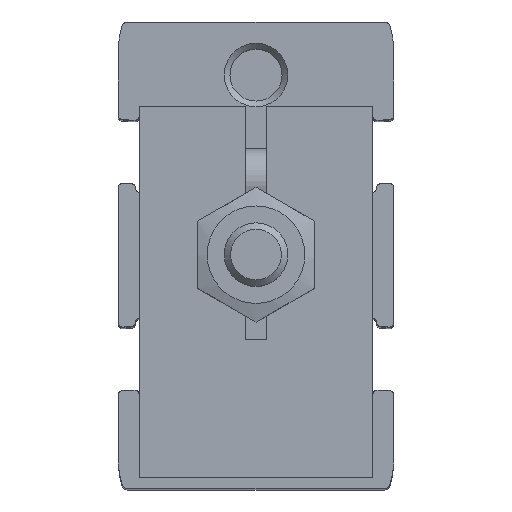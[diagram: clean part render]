
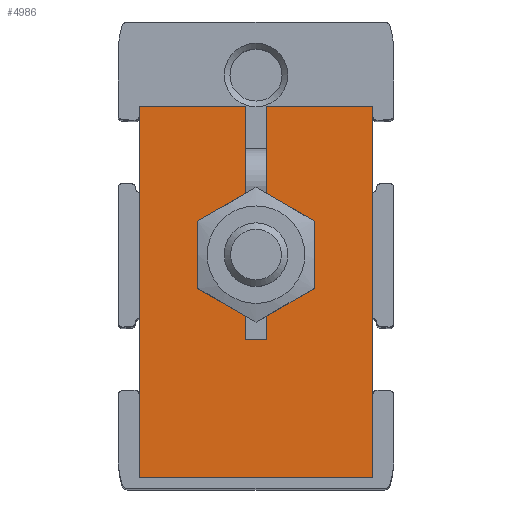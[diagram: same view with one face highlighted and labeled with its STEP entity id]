
A CAD part, top view. The second image highlights one B-rep face of the part: STEP entity #4986.
In plain terms, the highlighted planar face has unit normal (0, 0, 1).
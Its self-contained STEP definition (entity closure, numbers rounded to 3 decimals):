
#201=PLANE('',#5428);
#389=LINE('',#7884,#613);
#391=LINE('',#7889,#615);
#394=LINE('',#7897,#618);
#397=LINE('',#7903,#621);
#400=LINE('',#7911,#624);
#407=LINE('',#7930,#631);
#408=LINE('',#7932,#632);
#409=LINE('',#7936,#633);
#410=LINE('',#7938,#634);
#411=LINE('',#7940,#635);
#613=VECTOR('',#6406,1000.);
#615=VECTOR('',#6410,1000.);
#618=VECTOR('',#6417,1000.);
#621=VECTOR('',#6422,1000.);
#624=VECTOR('',#6429,1000.);
#631=VECTOR('',#6446,1000.);
#632=VECTOR('',#6447,1000.);
#633=VECTOR('',#6450,1000.);
#634=VECTOR('',#6451,1000.);
#635=VECTOR('',#6452,1000.);
#824=CIRCLE('',#5429,1.5);
#825=CIRCLE('',#5430,1.5);
#1721=ORIENTED_EDGE('',*,*,#2331,.F.);
#1722=ORIENTED_EDGE('',*,*,#2308,.T.);
#1723=ORIENTED_EDGE('',*,*,#2314,.T.);
#1724=ORIENTED_EDGE('',*,*,#2317,.T.);
#1725=ORIENTED_EDGE('',*,*,#2321,.T.);
#1726=ORIENTED_EDGE('',*,*,#2310,.T.);
#1727=ORIENTED_EDGE('',*,*,#2332,.F.);
#1728=ORIENTED_EDGE('',*,*,#2333,.F.);
#1729=ORIENTED_EDGE('',*,*,#2334,.F.);
#1730=ORIENTED_EDGE('',*,*,#2335,.F.);
#1731=ORIENTED_EDGE('',*,*,#2336,.F.);
#1732=ORIENTED_EDGE('',*,*,#2337,.F.);
#2308=EDGE_CURVE('',#2713,#2715,#389,.T.);
#2310=EDGE_CURVE('',#2718,#2717,#391,.T.);
#2314=EDGE_CURVE('',#2715,#2721,#394,.T.);
#2317=EDGE_CURVE('',#2721,#2723,#397,.T.);
#2321=EDGE_CURVE('',#2723,#2718,#400,.T.);
#2331=EDGE_CURVE('',#2713,#2733,#407,.T.);
#2332=EDGE_CURVE('',#2734,#2717,#408,.T.);
#2333=EDGE_CURVE('',#2735,#2734,#824,.T.);
#2334=EDGE_CURVE('',#2736,#2735,#409,.T.);
#2335=EDGE_CURVE('',#2737,#2736,#410,.T.);
#2336=EDGE_CURVE('',#2738,#2737,#411,.T.);
#2337=EDGE_CURVE('',#2733,#2738,#825,.T.);
#2713=VERTEX_POINT('',#7879);
#2715=VERTEX_POINT('',#7883);
#2717=VERTEX_POINT('',#7888);
#2718=VERTEX_POINT('',#7890);
#2721=VERTEX_POINT('',#7898);
#2723=VERTEX_POINT('',#7904);
#2733=VERTEX_POINT('',#7931);
#2734=VERTEX_POINT('',#7933);
#2735=VERTEX_POINT('',#7935);
#2736=VERTEX_POINT('',#7937);
#2737=VERTEX_POINT('',#7939);
#2738=VERTEX_POINT('',#7941);
#3143=EDGE_LOOP('',(#1721,#1722,#1723,#1724,#1725,#1726,#1727,#1728,#1729,
#1730,#1731,#1732));
#3482=FACE_BOUND('',#3143,.T.);
#4986=ADVANCED_FACE('',(#3482),#201,.T.);
#5428=AXIS2_PLACEMENT_3D('',#7929,#6444,#6445);
#5429=AXIS2_PLACEMENT_3D('',#7934,#6448,#6449);
#5430=AXIS2_PLACEMENT_3D('',#7942,#6453,#6454);
#6406=DIRECTION('',(-1.,0.,0.));
#6410=DIRECTION('',(-1.,0.,0.));
#6417=DIRECTION('',(0.,-1.,0.));
#6422=DIRECTION('',(1.,0.,0.));
#6429=DIRECTION('',(0.,1.,0.));
#6444=DIRECTION('',(0.,0.,1.));
#6445=DIRECTION('',(1.,0.,0.));
#6446=DIRECTION('',(0.,-1.,0.));
#6447=DIRECTION('',(0.,1.,0.));
#6448=DIRECTION('',(0.,0.,1.));
#6449=DIRECTION('',(1.,0.,0.));
#6450=DIRECTION('',(0.,1.,0.));
#6451=DIRECTION('',(1.,0.,0.));
#6452=DIRECTION('',(0.,-1.,0.));
#6453=DIRECTION('',(0.,0.,1.));
#6454=DIRECTION('',(1.,0.,0.));
#7879=CARTESIAN_POINT('',(-0.5,17.5,0.));
#7883=CARTESIAN_POINT('',(-5.5,17.5,0.));
#7884=CARTESIAN_POINT('',(5.5,17.5,0.));
#7888=CARTESIAN_POINT('',(0.5,17.5,0.));
#7889=CARTESIAN_POINT('',(5.5,17.5,0.));
#7890=CARTESIAN_POINT('',(5.5,17.5,0.));
#7897=CARTESIAN_POINT('',(-5.5,17.5,0.));
#7898=CARTESIAN_POINT('',(-5.5,0.,0.));
#7903=CARTESIAN_POINT('',(-5.5,0.,0.));
#7904=CARTESIAN_POINT('',(5.5,0.,0.));
#7911=CARTESIAN_POINT('',(5.5,0.,0.));
#7929=CARTESIAN_POINT('',(0.,0.,0.));
#7930=CARTESIAN_POINT('',(-0.5,17.5,0.));
#7931=CARTESIAN_POINT('',(-0.5,11.914,0.));
#7932=CARTESIAN_POINT('',(0.5,11.914,0.));
#7933=CARTESIAN_POINT('',(0.5,11.914,0.));
#7934=CARTESIAN_POINT('',(0.,10.5,0.));
#7935=CARTESIAN_POINT('',(0.5,9.086,0.));
#7936=CARTESIAN_POINT('',(0.5,6.5,0.));
#7937=CARTESIAN_POINT('',(0.5,6.5,0.));
#7938=CARTESIAN_POINT('',(-0.5,6.5,0.));
#7939=CARTESIAN_POINT('',(-0.5,6.5,0.));
#7940=CARTESIAN_POINT('',(-0.5,9.086,0.));
#7941=CARTESIAN_POINT('',(-0.5,9.086,0.));
#7942=CARTESIAN_POINT('',(0.,10.5,0.));
